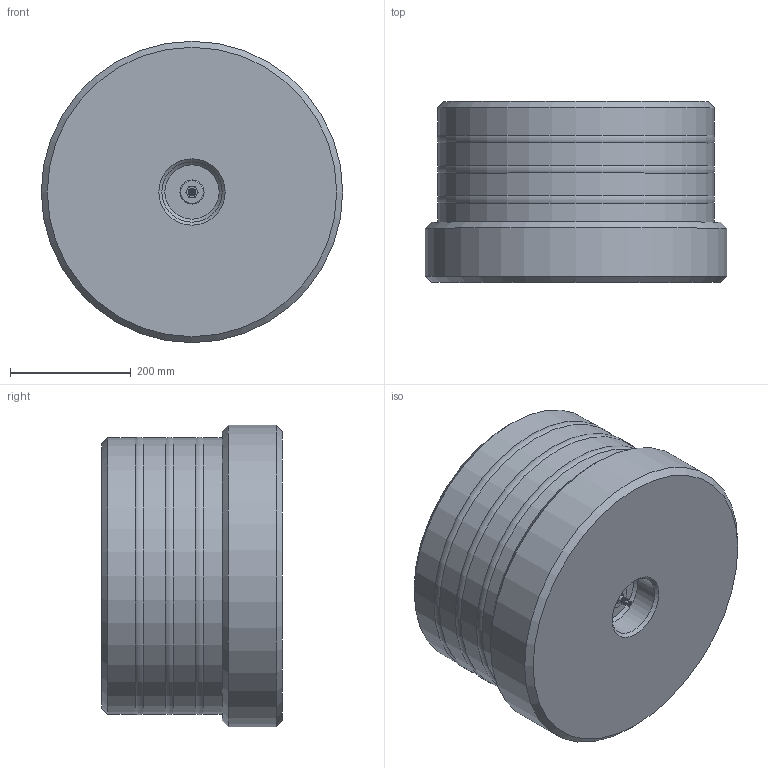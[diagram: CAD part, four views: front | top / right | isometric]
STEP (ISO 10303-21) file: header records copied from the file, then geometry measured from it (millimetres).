
FILE_DESCRIPTION(('FreeCAD Model'),'2;1');
FILE_NAME('Open CASCADE Shape Model','2025-05-05T07:15:11',('FreeCAD'),( 'FreeCAD'),'Open CASCADE STEP processor 7.6','FreeCAD','Unknown');
FILE_SCHEMA(('AUTOMOTIVE_DESIGN { 1 0 10303 214 1 1 1 1 }'));
Length unit declared in the file: millimetre
Products named in the file (1): Open CASCADE STEP translator 7.6 1
Bounding box: 500 x 300 x 500 mm (x, y, z)
Volume: 12928285.1 mm3; surface area: 1251200.6 mm2
Topology: 7 solids, 7 shells, 206 faces, 536 edges, 349 vertices
Faces by surface type: cylinder 109, plane 54, cone 17, bspline 15, torus 11
Full cylindrical faces by diameter (mm): 1 x2, 2 x8, 4 x2, 5 x1, 6.5 x1, 7.9 x2, 11 x2, 11.5 x1, 12 x3, 13 x1, 14.95 x11, 16.662 x35, 18 x1, 40 x2, 100 x1, 140 x1, 420 x1, 458 x4, 500 x1
Entity records: 32501 total; most frequent: CARTESIAN_POINT 27666, ORIENTED_EDGE 1072, DIRECTION 909, EDGE_CURVE 536, AXIS2_PLACEMENT_3D 371, VERTEX_POINT 349, FACE_BOUND 241, EDGE_LOOP 241
